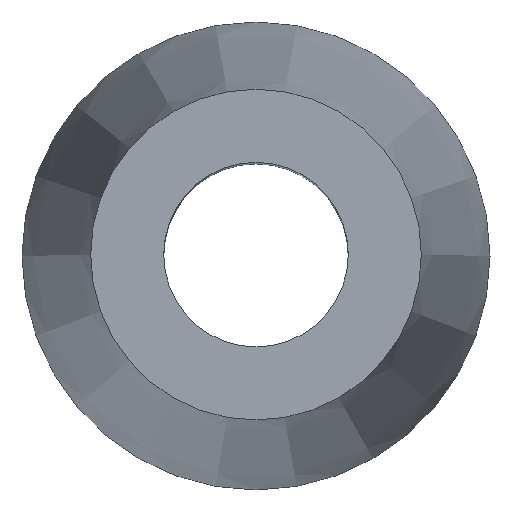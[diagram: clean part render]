
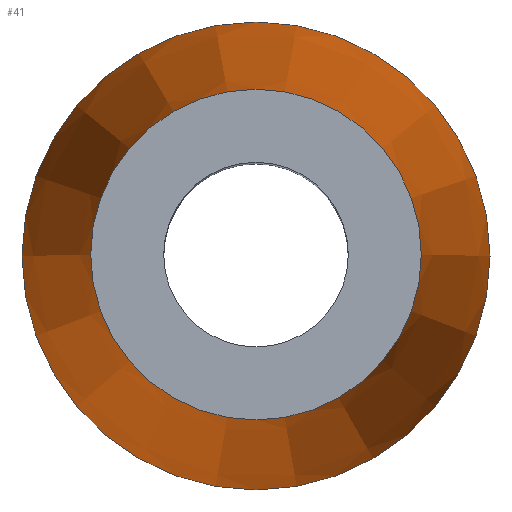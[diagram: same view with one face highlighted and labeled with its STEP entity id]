
A CAD part, top view. The second image highlights one B-rep face of the part: STEP entity #41.
In plain terms, the highlighted conical face has half-angle 5 degrees and reference radius 3.583 mm.
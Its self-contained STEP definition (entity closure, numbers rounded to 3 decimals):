
#34=CONICAL_SURFACE('',#129,3.583,5.);
#41=ADVANCED_FACE('',(#54,#55),#34,.T.);
#54=FACE_BOUND('',#70,.T.);
#55=FACE_BOUND('',#71,.T.);
#70=EDGE_LOOP('',(#86));
#71=EDGE_LOOP('',(#87));
#86=ORIENTED_EDGE('',*,*,#109,.T.);
#87=ORIENTED_EDGE('',*,*,#108,.F.);
#100=VERTEX_POINT('',#180);
#101=VERTEX_POINT('',#183);
#108=EDGE_CURVE('',#100,#100,#116,.T.);
#109=EDGE_CURVE('',#101,#101,#117,.T.);
#116=CIRCLE('',#126,3.583);
#117=CIRCLE('',#128,5.07);
#126=AXIS2_PLACEMENT_3D('',#179,#147,#148);
#128=AXIS2_PLACEMENT_3D('',#182,#151,#152);
#129=AXIS2_PLACEMENT_3D('',#184,#153,#154);
#147=DIRECTION('',(0.,0.,1.));
#148=DIRECTION('',(1.,0.,0.));
#151=DIRECTION('',(0.,0.,1.));
#152=DIRECTION('',(1.,0.,0.));
#153=DIRECTION('',(0.,0.,-1.));
#154=DIRECTION('',(-1.,0.,0.));
#179=CARTESIAN_POINT('',(0.,0.,16.2));
#180=CARTESIAN_POINT('',(3.583,0.,16.2));
#182=CARTESIAN_POINT('',(0.,0.,-0.8));
#183=CARTESIAN_POINT('',(5.07,0.,-0.8));
#184=CARTESIAN_POINT('',(0.,0.,16.2));
